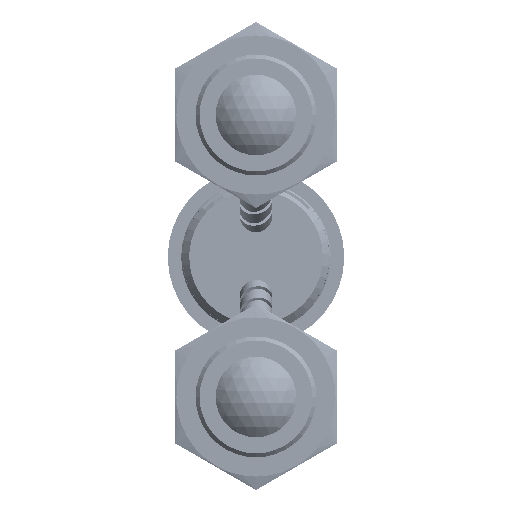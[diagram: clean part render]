
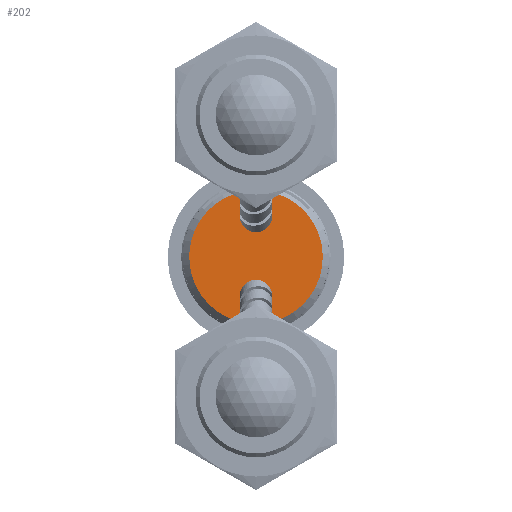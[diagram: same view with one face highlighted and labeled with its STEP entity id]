
A CAD part, left-side view. The second image highlights one B-rep face of the part: STEP entity #202.
In plain terms, the highlighted planar face has unit normal (-1, 0, 0).
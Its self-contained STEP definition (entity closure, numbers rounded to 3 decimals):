
#202 = ADVANCED_FACE( '', ( #511, #512, #513 ), #514, .T. );
#511 = FACE_BOUND( '', #6404, .T. );
#512 = FACE_OUTER_BOUND( '', #6405, .T. );
#513 = FACE_BOUND( '', #6406, .T. );
#514 = PLANE( '', #6407 );
#6404 = EDGE_LOOP( '', ( #36548, #36549, #36550, #36551 ) );
#6405 = EDGE_LOOP( '', ( #36552 ) );
#6406 = EDGE_LOOP( '', ( #36553, #36554, #36555, #36556 ) );
#6407 = AXIS2_PLACEMENT_3D( '', #36557, #36558, #36559 );
#36548 = ORIENTED_EDGE( '', *, *, #37420, .T. );
#36549 = ORIENTED_EDGE( '', *, *, #37421, .T. );
#36550 = ORIENTED_EDGE( '', *, *, #37422, .T. );
#36551 = ORIENTED_EDGE( '', *, *, #37350, .F. );
#36552 = ORIENTED_EDGE( '', *, *, #37423, .T. );
#36553 = ORIENTED_EDGE( '', *, *, #37365, .T. );
#36554 = ORIENTED_EDGE( '', *, *, #37424, .T. );
#36555 = ORIENTED_EDGE( '', *, *, #37425, .T. );
#36556 = ORIENTED_EDGE( '', *, *, #37426, .T. );
#36557 = CARTESIAN_POINT( '', ( 0., 0., 0. ) );
#36558 = DIRECTION( '', ( -1., 0., 0. ) );
#36559 = DIRECTION( '', ( 0., 0., 1. ) );
#37350 = EDGE_CURVE( '', #37771, #37774, #37775, .T. );
#37365 = EDGE_CURVE( '', #37796, #37800, #37802, .T. );
#37420 = EDGE_CURVE( '', #37771, #37895, #37896, .T. );
#37421 = EDGE_CURVE( '', #37895, #37897, #37898, .T. );
#37422 = EDGE_CURVE( '', #37897, #37774, #37899, .T. );
#37423 = EDGE_CURVE( '', #37900, #37900, #37901, .T. );
#37424 = EDGE_CURVE( '', #37800, #37902, #37903, .T. );
#37425 = EDGE_CURVE( '', #37902, #37904, #37905, .T. );
#37426 = EDGE_CURVE( '', #37904, #37796, #37906, .T. );
#37771 = VERTEX_POINT( '', #54068 );
#37774 = VERTEX_POINT( '', #54876 );
#37775 = CIRCLE( '', #54877, 2.45 );
#37796 = VERTEX_POINT( '', #55791 );
#37800 = VERTEX_POINT( '', #56639 );
#37802 = CIRCLE( '', #57478, 2.45 );
#37895 = VERTEX_POINT( '', #60413 );
#37896 = B_SPLINE_CURVE_WITH_KNOTS( '', 1, ( #60414, #60415 ), .UNSPECIFIED., .F., .F., ( 2, 2 ), ( 0., 0. ), .UNSPECIFIED. );
#37897 = VERTEX_POINT( '', #60416 );
#37898 = B_SPLINE_CURVE_WITH_KNOTS( '', 3, ( #60417, #60418, #60419, #60420, #60421, #60422, #60423, #60424, #60425, #60426, #60427, #60428, #60429, #60430, #60431, #60432, #60433, #60434 ), .UNSPECIFIED., .F., .F., ( 4, 2, 2, 2, 2, 2, 2, 2, 4 ), ( 0., 0.001, 0.001, 0.002, 0.002, 0.003, 0.003, 0.004, 0.004 ), .UNSPECIFIED. );
#37899 = B_SPLINE_CURVE_WITH_KNOTS( '', 1, ( #60435, #60436 ), .UNSPECIFIED., .F., .F., ( 2, 2 ), ( 0., 0. ), .UNSPECIFIED. );
#37900 = VERTEX_POINT( '', #60437 );
#37901 = CIRCLE( '', #60438, 9.95 );
#37902 = VERTEX_POINT( '', #60439 );
#37903 = B_SPLINE_CURVE_WITH_KNOTS( '', 1, ( #60440, #60441 ), .UNSPECIFIED., .F., .F., ( 2, 2 ), ( 0., 0. ), .UNSPECIFIED. );
#37904 = VERTEX_POINT( '', #60442 );
#37905 = B_SPLINE_CURVE_WITH_KNOTS( '', 3, ( #60443, #60444, #60445, #60446, #60447, #60448, #60449, #60450, #60451, #60452, #60453, #60454, #60455, #60456, #60457, #60458, #60459, #60460 ), .UNSPECIFIED., .F., .F., ( 4, 2, 2, 2, 2, 2, 2, 2, 4 ), ( 0., 0.001, 0.001, 0.002, 0.002, 0.003, 0.003, 0.004, 0.004 ), .UNSPECIFIED. );
#37906 = B_SPLINE_CURVE_WITH_KNOTS( '', 1, ( #60461, #60462 ), .UNSPECIFIED., .F., .F., ( 2, 2 ), ( 0., 0. ), .UNSPECIFIED. );
#54068 = CARTESIAN_POINT( '', ( 0., -2.437, 6.41 ) );
#54876 = CARTESIAN_POINT( '', ( 0., 0.996, 3.916 ) );
#54877 = AXIS2_PLACEMENT_3D( '', #85949, #85950, #85951 );
#55791 = CARTESIAN_POINT( '', ( 0., -1.44, -7.828 ) );
#56639 = CARTESIAN_POINT( '', ( 0., -0.996, -3.608 ) );
#57478 = AXIS2_PLACEMENT_3D( '', #85958, #85959, #85960 );
#60413 = CARTESIAN_POINT( '', ( 0., -1.988, 6.363 ) );
#60414 = CARTESIAN_POINT( '', ( 0., -2.437, 6.41 ) );
#60415 = CARTESIAN_POINT( '', ( 0., -1.988, 6.363 ) );
#60416 = CARTESIAN_POINT( '', ( 0., 0.813, 4.327 ) );
#60417 = CARTESIAN_POINT( '', ( 0., -1.988, 6.363 ) );
#60418 = CARTESIAN_POINT( '', ( 0., -2.006, 6.188 ) );
#60419 = CARTESIAN_POINT( '', ( 0., -2.001, 6.014 ) );
#60420 = CARTESIAN_POINT( '', ( 0., -1.947, 5.67 ) );
#60421 = CARTESIAN_POINT( '', ( 0., -1.898, 5.5 ) );
#60422 = CARTESIAN_POINT( '', ( 0., -1.757, 5.183 ) );
#60423 = CARTESIAN_POINT( '', ( 0., -1.664, 5.032 ) );
#60424 = CARTESIAN_POINT( '', ( 0., -1.444, 4.761 ) );
#60425 = CARTESIAN_POINT( '', ( 0., -1.317, 4.641 ) );
#60426 = CARTESIAN_POINT( '', ( 0., -1.034, 4.434 ) );
#60427 = CARTESIAN_POINT( '', ( 0., -0.882, 4.35 ) );
#60428 = CARTESIAN_POINT( '', ( 0., -0.555, 4.225 ) );
#60429 = CARTESIAN_POINT( '', ( 0., -0.383, 4.185 ) );
#60430 = CARTESIAN_POINT( '', ( 0., -0.037, 4.148 ) );
#60431 = CARTESIAN_POINT( '', ( 0., 0.14, 4.153 ) );
#60432 = CARTESIAN_POINT( '', ( 0., 0.484, 4.206 ) );
#60433 = CARTESIAN_POINT( '', ( 0., 0.652, 4.255 ) );
#60434 = CARTESIAN_POINT( '', ( 0., 0.813, 4.327 ) );
#60435 = CARTESIAN_POINT( '', ( 0., 0.813, 4.327 ) );
#60436 = CARTESIAN_POINT( '', ( 0., 0.996, 3.916 ) );
#60437 = CARTESIAN_POINT( '', ( 0., 0., 9.95 ) );
#60438 = AXIS2_PLACEMENT_3D( '', #86001, #86002, #86003 );
#60439 = CARTESIAN_POINT( '', ( 0., -0.813, -4.019 ) );
#60440 = CARTESIAN_POINT( '', ( 0., -0.996, -3.608 ) );
#60441 = CARTESIAN_POINT( '', ( 0., -0.813, -4.019 ) );
#60442 = CARTESIAN_POINT( '', ( 0., -1.175, -7.464 ) );
#60443 = CARTESIAN_POINT( '', ( 0., -0.813, -4.019 ) );
#60444 = CARTESIAN_POINT( '', ( 0., -0.974, -4.091 ) );
#60445 = CARTESIAN_POINT( '', ( 0., -1.122, -4.182 ) );
#60446 = CARTESIAN_POINT( '', ( 0., -1.393, -4.402 ) );
#60447 = CARTESIAN_POINT( '', ( 0., -1.515, -4.53 ) );
#60448 = CARTESIAN_POINT( '', ( 0., -1.72, -4.81 ) );
#60449 = CARTESIAN_POINT( '', ( 0., -1.804, -4.966 ) );
#60450 = CARTESIAN_POINT( '', ( 0., -1.928, -5.292 ) );
#60451 = CARTESIAN_POINT( '', ( 0., -1.969, -5.462 ) );
#60452 = CARTESIAN_POINT( '', ( 0., -2.007, -5.811 ) );
#60453 = CARTESIAN_POINT( '', ( 0., -2.003, -5.984 ) );
#60454 = CARTESIAN_POINT( '', ( 0., -1.948, -6.33 ) );
#60455 = CARTESIAN_POINT( '', ( 0., -1.898, -6.499 ) );
#60456 = CARTESIAN_POINT( '', ( 0., -1.756, -6.816 ) );
#60457 = CARTESIAN_POINT( '', ( 0., -1.663, -6.968 ) );
#60458 = CARTESIAN_POINT( '', ( 0., -1.445, -7.239 ) );
#60459 = CARTESIAN_POINT( '', ( 0., -1.318, -7.36 ) );
#60460 = CARTESIAN_POINT( '', ( 0., -1.175, -7.464 ) );
#60461 = CARTESIAN_POINT( '', ( 0., -1.175, -7.464 ) );
#60462 = CARTESIAN_POINT( '', ( 0., -1.44, -7.828 ) );
#85949 = CARTESIAN_POINT( '', ( 0., 0., 6.154 ) );
#85950 = DIRECTION( '', ( -1., 0., 0. ) );
#85951 = DIRECTION( '', ( 0., 0., 1. ) );
#85958 = CARTESIAN_POINT( '', ( 0., 0., -5.846 ) );
#85959 = DIRECTION( '', ( 1., 0., 0. ) );
#85960 = DIRECTION( '', ( 0., 1., 0. ) );
#86001 = CARTESIAN_POINT( '', ( 0., 0., 0. ) );
#86002 = DIRECTION( '', ( -1., 0., 0. ) );
#86003 = DIRECTION( '', ( 0., 0., 1. ) );
